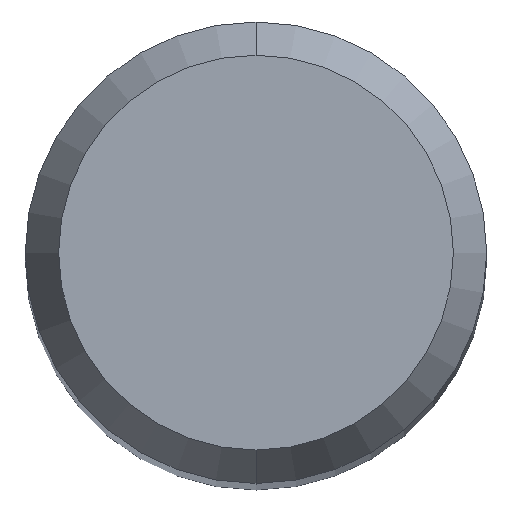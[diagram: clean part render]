
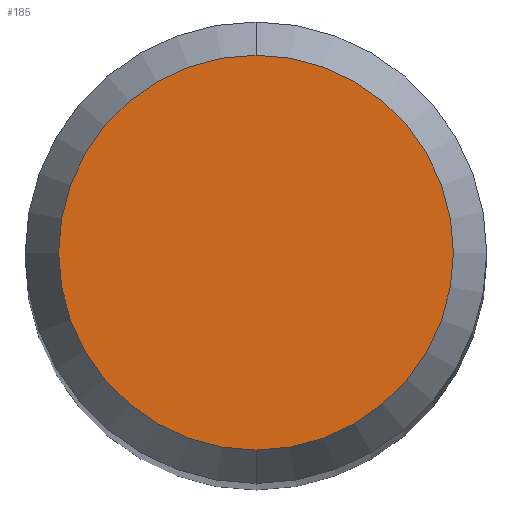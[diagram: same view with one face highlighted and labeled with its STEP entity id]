
A CAD part, top view. The second image highlights one B-rep face of the part: STEP entity #185.
In plain terms, the highlighted planar face has unit normal (0, 0, 1).
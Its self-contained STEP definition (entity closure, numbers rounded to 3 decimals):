
#131=EDGE_CURVE('',#251,#215,#334,.T.);
#137=EDGE_CURVE('',#215,#251,#340,.T.);
#185=ADVANCED_FACE('',(#392),#393,.T.);
#215=VERTEX_POINT('',#426);
#251=VERTEX_POINT('',#468);
#334=CIRCLE('',#561,1.358);
#340=CIRCLE('',#570,1.358);
#392=FACE_OUTER_BOUND('',#636,.T.);
#393=PLANE('',#637);
#426=CARTESIAN_POINT('',(0.,-1.358,0.01));
#468=CARTESIAN_POINT('',(0.0,1.358,0.01));
#561=AXIS2_PLACEMENT_3D('',#820,#821,#822);
#570=AXIS2_PLACEMENT_3D('',#829,#830,#831);
#636=EDGE_LOOP('',(#892,#893));
#637=AXIS2_PLACEMENT_3D('',#894,#895,#896);
#820=CARTESIAN_POINT('',(0.0,0.0,0.01));
#821=DIRECTION('',(0.0,0.0,-1.0));
#822=DIRECTION('',(0.0,1.0,0.0));
#829=CARTESIAN_POINT('',(0.0,0.0,0.01));
#830=DIRECTION('',(0.0,0.0,-1.0));
#831=DIRECTION('',(0.0,1.0,0.0));
#892=ORIENTED_EDGE('',*,*,#131,.F.);
#893=ORIENTED_EDGE('',*,*,#137,.F.);
#894=CARTESIAN_POINT('',(0.0,0.679,0.01));
#895=DIRECTION('',(-0.0,0.0,1.0));
#896=DIRECTION('',(0.0,-1.0,0.0));
